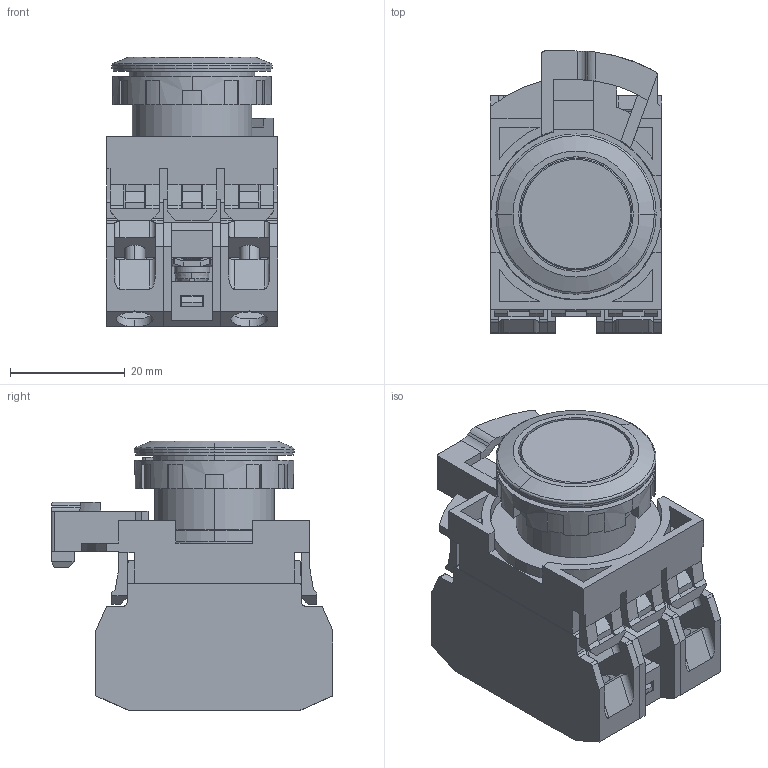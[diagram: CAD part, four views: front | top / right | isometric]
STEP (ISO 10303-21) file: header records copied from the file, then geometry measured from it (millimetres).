
FILE_DESCRIPTION (( 'STEP AP203' ), '1' );
FILE_NAME ('OUTSIDE-CW#L-A1.STEP', '2014-07-15T09:46:04', ( 'IDEC' ), ( '' ), 'SwSTEP 2.0', 'SolidWorks 2012', '' );
FILE_SCHEMA (( 'CONFIG_CONTROL_DESIGN' ));
Length unit declared in the file: millimetre
Products named in the file (7): OUTSIDE-CW#L-A1; OUTSIDE-CW-LOCK-NUT; OUTSIDE-CW-EAQ; OUTSIDE-CW-E仩仩; OUTSIDE-CW-CN; OUTSIDE-CW-ROUND-FLUSH-LENS; OUTSIDE-CW-PB-AL-BODY
Assembly tree (7 placements, depth 2):
  OUTSIDE-CW#L-A1
    OUTSIDE-CW-PB-AL-BODY
    OUTSIDE-CW-ROUND-FLUSH-LENS
    OUTSIDE-CW-CN
    OUTSIDE-CW-E仩仩  x2
    OUTSIDE-CW-EAQ
    OUTSIDE-CW-LOCK-NUT
Bounding box: 30 x 49.2 x 47.1 mm (x, y, z)
Volume: 37831.3 mm3; surface area: 24820.2 mm2
Topology: 7 solids, 7 shells, 975 faces, 2666 edges, 1724 vertices
Faces by surface type: plane 668, cylinder 239, bspline 36, cone 32
Entity records: 25103 total; most frequent: CARTESIAN_POINT 5102, ORIENTED_EDGE 4148, DIRECTION 3842, EDGE_CURVE 2074, VECTOR 1534, LINE 1534, VERTEX_POINT 1338, AXIS2_PLACEMENT_3D 1154
